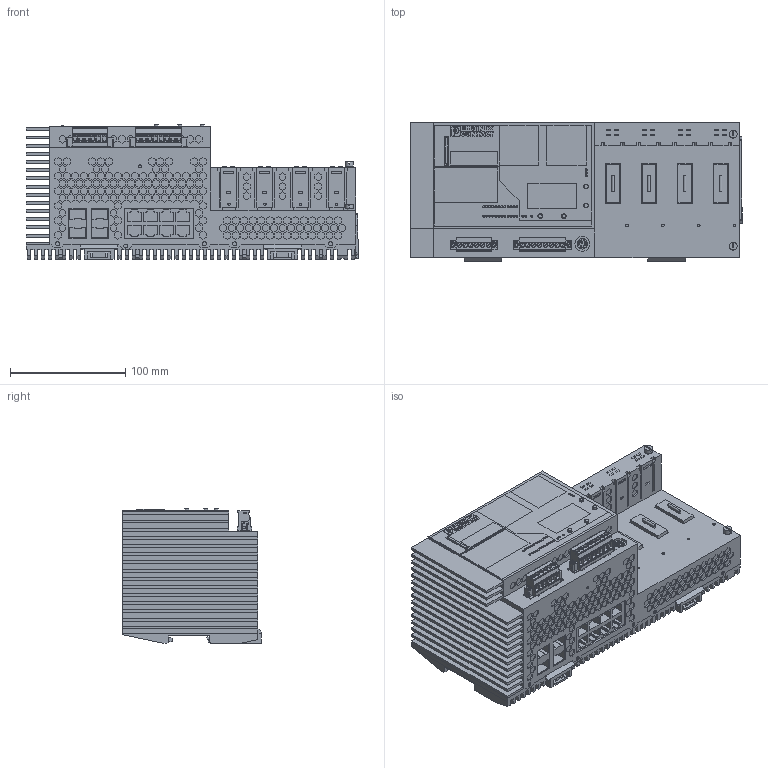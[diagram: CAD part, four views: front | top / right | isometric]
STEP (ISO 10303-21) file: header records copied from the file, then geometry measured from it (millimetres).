
FILE_DESCRIPTION(('SolidDesigner STEP Export'),'2;1');
FILE_NAME('2700271_FL_SWITCH_GHS_4G_12-select.stp','2012-11-17T 7:32:19',(''),(''),'Creo Elements/Direct Modeling STEP processor for AP214 (Solid Model)','Creo Elements/Direct Modeling 18.1 06-May-2012 (C) Parametric Technology GmbH','');
FILE_SCHEMA(('AUTOMOTIVE_DESIGN { 1 0 10303 214 1 1 1 1 }'));
Length unit declared in the file: millimetre
Products named in the file (6): 3030789_atp_st_twin_select; mms_st-abdeckung.2; mvstbr_2.5-hc-6-stf-5.08; mvstbr_2.5-8-stf-5.08; FL_SWITCH_GHS; 2700271_FL_SWITCH_GHS_4G_12-select
Assembly tree (8 placements, depth 2):
  2700271_FL_SWITCH_GHS_4G_12-select
    FL_SWITCH_GHS
    mvstbr_2.5-8-stf-5.08
    mms_st-abdeckung.2  x4
    mvstbr_2.5-hc-6-stf-5.08
    3030789_atp_st_twin_select
Bounding box: 288.6 x 120.7 x 117.2 mm (x, y, z)
Volume: 2457689.7 mm3; surface area: 326181.7 mm2
Topology: 8 solids, 8 shells, 6763 faces, 17601 edges, 11782 vertices
Faces by surface type: plane 6248, cylinder 451, sphere 26, cone 24, torus 14
Entity records: 250657 total; most frequent: CARTESIAN_POINT 36709, ORIENTED_EDGE 34988, DIRECTION 29734, EDGE_CURVE 17494, VECTOR 15814, LINE 15814, VERTEX_POINT 11719, EDGE_LOOP 7649
